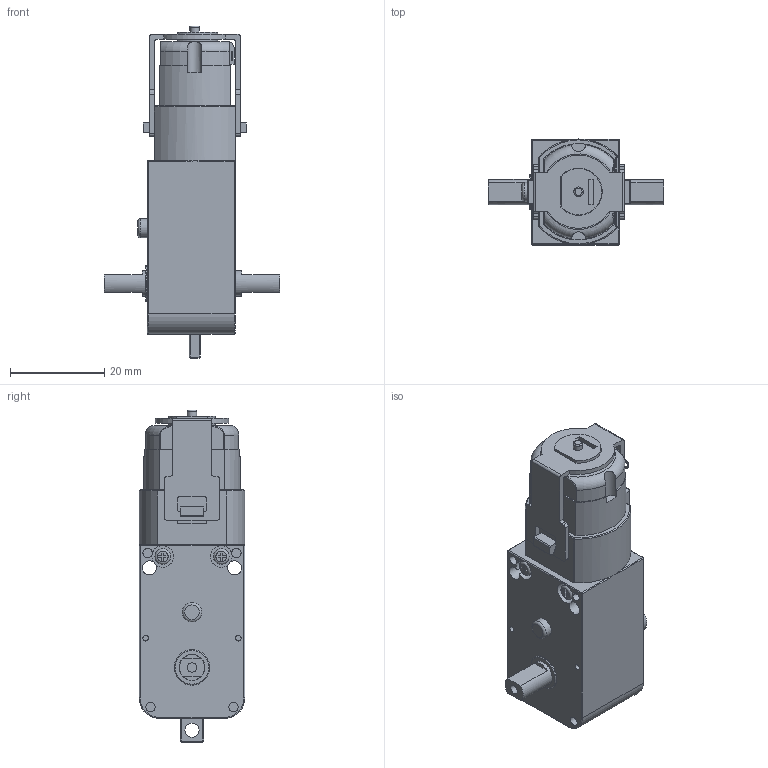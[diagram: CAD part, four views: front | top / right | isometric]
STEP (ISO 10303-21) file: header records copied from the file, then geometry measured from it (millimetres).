
FILE_DESCRIPTION(/* description */ (''),/* implementation_level */ '2;1');
FILE_NAME(/* name */ 'YG2900_step.step',/* time_stamp */ '2020-05-13T13:34:28+10:00',/* author */ (''),/* organization */ (''),/* preprocessor_version */ 'ST-DEVELOPER v18.1',/* originating_system */ 'Autodesk Translation Framework v9.3.0.1241',/* authorisation */ '');
FILE_SCHEMA (('AUTOMOTIVE_DESIGN { 1 0 10303 214 3 1 1 }'));
Length unit declared in the file: millimetre
Products named in the file (1): YG2900_10V_800gf/cm
Bounding box: 37.1 x 22.4 x 70.35 mm (x, y, z)
Volume: 47044.7 mm3; surface area: 15884.6 mm2
Topology: 10 solids, 10 shells, 606 faces, 1526 edges, 962 vertices
Faces by surface type: plane 314, cylinder 226, torus 26, sphere 24, bspline 16
Full cylindrical faces by diameter (mm): 1.2 x4, 2 x10, 2.2 x4, 3 x6, 3.3 x4, 4.1 x2, 5.4 x4, 5.5 x2, 7.5 x2
Entity records: 18987 total; most frequent: CARTESIAN_POINT 3955, DIRECTION 3200, ORIENTED_EDGE 3036, EDGE_CURVE 1518, AXIS2_PLACEMENT_3D 1139, VERTEX_POINT 962, LINE 922, VECTOR 922
